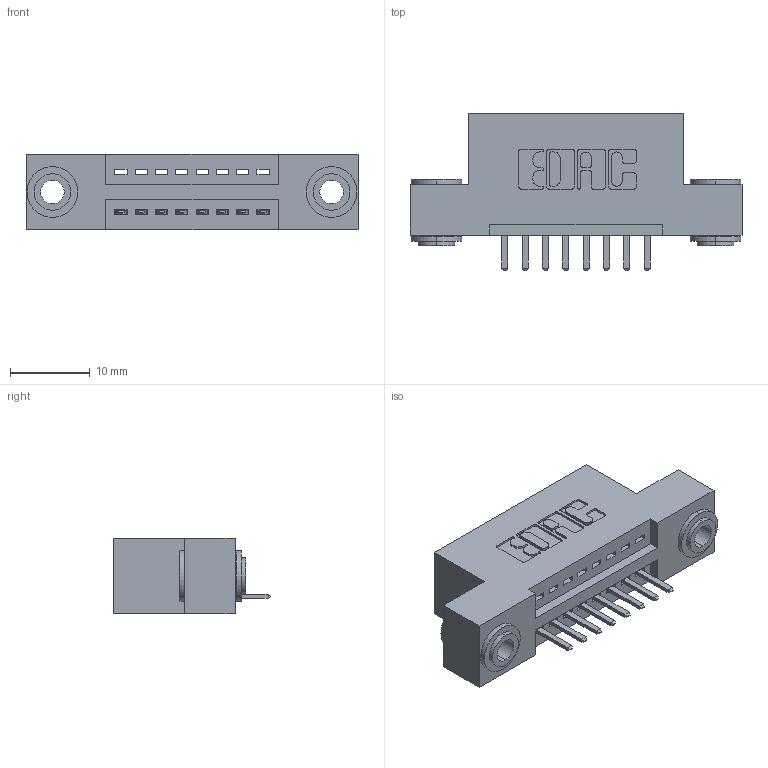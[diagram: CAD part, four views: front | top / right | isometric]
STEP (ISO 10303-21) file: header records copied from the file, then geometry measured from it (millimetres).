
FILE_DESCRIPTION (( 'STEP AP203' ), '1' );
FILE_NAME ('345-008-520-103.STEP', '2018-08-17T03:15:50', ( '' ), ( '' ), 'SwSTEP 2.0', 'SolidWorks 2016', '' );
FILE_SCHEMA (( 'CONFIG_CONTROL_DESIGN' ));
Length unit declared in the file: inch
Products named in the file (4): 345-292-001_345-293-120; 345-250-002_345-250-002-102; 345-008-520-103; 345 Part_Flush Mounting Lugs - 0.156 Dia-TH
Assembly tree (11 placements, depth 2):
  345-008-520-103
    345 Part_Flush Mounting Lugs - 0.156 Dia-TH
    345-292-001_345-293-120  x8
    345-250-002_345-250-002-102  x2
Bounding box: 41.53 x 19.68 x 9.4 mm (x, y, z)
Volume: 3662.3 mm3; surface area: 4544 mm2
Topology: 11 solids, 11 shells, 660 faces, 1889 edges, 1234 vertices
Faces by surface type: plane 426, cylinder 226, cone 8
Entity records: 11362 total; most frequent: CARTESIAN_POINT 1959, ORIENTED_EDGE 1882, DIRECTION 1779, EDGE_CURVE 941, VECTOR 749, LINE 749, VERTEX_POINT 622, AXIS2_PLACEMENT_3D 515
